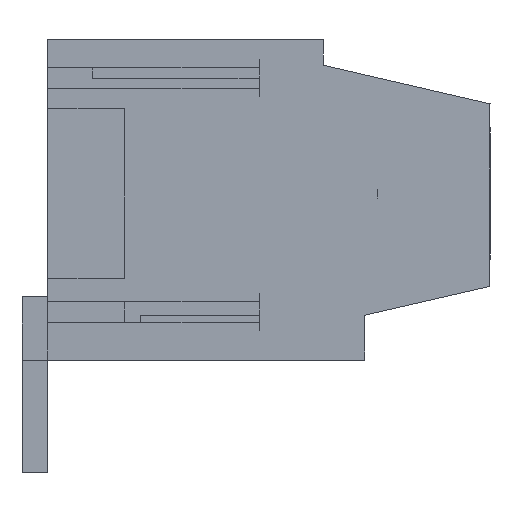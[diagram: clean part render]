
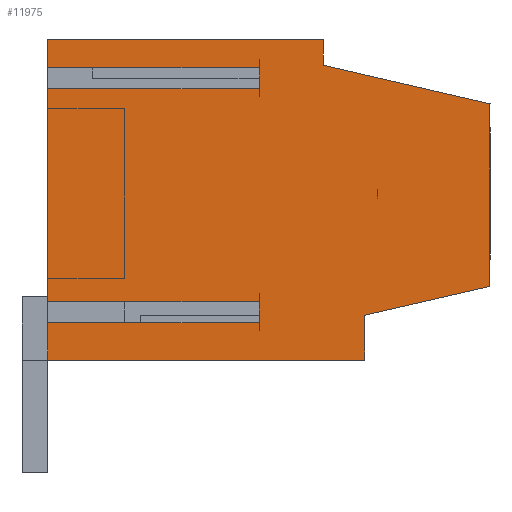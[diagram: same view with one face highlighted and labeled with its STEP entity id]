
A CAD part, left-side view. The second image highlights one B-rep face of the part: STEP entity #11975.
In plain terms, the highlighted planar face has unit normal (-1, 0, 0).
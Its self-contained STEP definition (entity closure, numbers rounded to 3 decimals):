
#11912=AXIS2_PLACEMENT_3D('Plane Axis2P3D',#11909,#11910,#11911) ;
#10970=CARTESIAN_POINT('Vertex',(0.,13.8,3.5)) ;
#10973=CARTESIAN_POINT('Line Origine',(0.,13.8,4.088)) ;
#10977=CARTESIAN_POINT('Vertex',(0.,13.8,4.675)) ;
#10998=CARTESIAN_POINT('Vertex',(0.,13.8,5.325)) ;
#11001=CARTESIAN_POINT('Line Origine',(0.,13.8,8.65)) ;
#11005=CARTESIAN_POINT('Vertex',(0.,13.8,11.975)) ;
#11026=CARTESIAN_POINT('Vertex',(0.,13.8,12.625)) ;
#11029=CARTESIAN_POINT('Line Origine',(0.,13.8,13.062)) ;
#11033=CARTESIAN_POINT('Vertex',(0.,13.8,13.5)) ;
#11462=CARTESIAN_POINT('Line Origine',(0.,9.5,13.5)) ;
#11466=CARTESIAN_POINT('Vertex',(0.,5.2,13.5)) ;
#11555=CARTESIAN_POINT('Line Origine',(0.,5.2,13.1)) ;
#11559=CARTESIAN_POINT('Vertex',(0.,5.2,12.7)) ;
#11580=CARTESIAN_POINT('Line Origine',(0.,2.6,12.1)) ;
#11584=CARTESIAN_POINT('Vertex',(0.,0.,11.499)) ;
#11605=CARTESIAN_POINT('Line Origine',(0.,0.,8.65)) ;
#11609=CARTESIAN_POINT('Vertex',(0.,0.,5.8)) ;
#11666=CARTESIAN_POINT('Line Origine',(0.,1.95,5.35)) ;
#11670=CARTESIAN_POINT('Vertex',(0.,3.9,4.9)) ;
#11801=CARTESIAN_POINT('Vertex',(0.,3.9,3.5)) ;
#11804=CARTESIAN_POINT('Line Origine',(0.,8.85,3.5)) ;
#11909=CARTESIAN_POINT('Axis2P3D Location',(0.,14.6,0.)) ;
#11914=CARTESIAN_POINT('Line Origine',(0.,10.5,5.325)) ;
#11918=CARTESIAN_POINT('Vertex',(0.,7.2,5.325)) ;
#11921=CARTESIAN_POINT('Line Origine',(0.,7.2,5.)) ;
#11925=CARTESIAN_POINT('Vertex',(0.,7.2,4.675)) ;
#11928=CARTESIAN_POINT('Line Origine',(0.,10.5,4.675)) ;
#11933=CARTESIAN_POINT('Line Origine',(0.,3.9,4.2)) ;
#11938=CARTESIAN_POINT('Line Origine',(0.,10.5,12.625)) ;
#11942=CARTESIAN_POINT('Vertex',(0.,7.2,12.625)) ;
#11945=CARTESIAN_POINT('Line Origine',(0.,7.2,12.3)) ;
#11949=CARTESIAN_POINT('Vertex',(0.,7.2,11.975)) ;
#11952=CARTESIAN_POINT('Line Origine',(0.,10.5,11.975)) ;
#10974=DIRECTION('Vector Direction',(0.,0.,-1.)) ;
#11002=DIRECTION('Vector Direction',(0.,0.,-1.)) ;
#11030=DIRECTION('Vector Direction',(0.,0.,-1.)) ;
#11463=DIRECTION('Vector Direction',(0.,1.,0.)) ;
#11556=DIRECTION('Vector Direction',(0.,0.,1.)) ;
#11581=DIRECTION('Vector Direction',(0.,0.974,0.225)) ;
#11606=DIRECTION('Vector Direction',(0.,0.,1.)) ;
#11667=DIRECTION('Vector Direction',(0.,-0.974,0.225)) ;
#11805=DIRECTION('Vector Direction',(0.,-1.,0.)) ;
#11910=DIRECTION('Axis2P3D Direction',(-1.,0.,0.)) ;
#11911=DIRECTION('Axis2P3D XDirection',(0.,-1.,0.)) ;
#11915=DIRECTION('Vector Direction',(0.,-1.,0.)) ;
#11922=DIRECTION('Vector Direction',(0.,0.,-1.)) ;
#11929=DIRECTION('Vector Direction',(0.,-1.,0.)) ;
#11934=DIRECTION('Vector Direction',(0.,0.,1.)) ;
#11939=DIRECTION('Vector Direction',(0.,-1.,0.)) ;
#11946=DIRECTION('Vector Direction',(0.,0.,-1.)) ;
#11953=DIRECTION('Vector Direction',(0.,-1.,0.)) ;
#10975=VECTOR('Line Direction',#10974,1.) ;
#11003=VECTOR('Line Direction',#11002,1.) ;
#11031=VECTOR('Line Direction',#11030,1.) ;
#11464=VECTOR('Line Direction',#11463,1.) ;
#11557=VECTOR('Line Direction',#11556,1.) ;
#11582=VECTOR('Line Direction',#11581,1.) ;
#11607=VECTOR('Line Direction',#11606,1.) ;
#11668=VECTOR('Line Direction',#11667,1.) ;
#11806=VECTOR('Line Direction',#11805,1.) ;
#11916=VECTOR('Line Direction',#11915,1.) ;
#11923=VECTOR('Line Direction',#11922,1.) ;
#11930=VECTOR('Line Direction',#11929,1.) ;
#11935=VECTOR('Line Direction',#11934,1.) ;
#11940=VECTOR('Line Direction',#11939,1.) ;
#11947=VECTOR('Line Direction',#11946,1.) ;
#11954=VECTOR('Line Direction',#11953,1.) ;
#11958=ORIENTED_EDGE('',*,*,#11007,.T.) ;
#11959=ORIENTED_EDGE('',*,*,#11920,.T.) ;
#11960=ORIENTED_EDGE('',*,*,#11927,.T.) ;
#11961=ORIENTED_EDGE('',*,*,#11932,.F.) ;
#11962=ORIENTED_EDGE('',*,*,#10979,.T.) ;
#11963=ORIENTED_EDGE('',*,*,#11808,.T.) ;
#11964=ORIENTED_EDGE('',*,*,#11937,.T.) ;
#11965=ORIENTED_EDGE('',*,*,#11672,.T.) ;
#11966=ORIENTED_EDGE('',*,*,#11611,.T.) ;
#11967=ORIENTED_EDGE('',*,*,#11586,.T.) ;
#11968=ORIENTED_EDGE('',*,*,#11561,.T.) ;
#11969=ORIENTED_EDGE('',*,*,#11468,.T.) ;
#11970=ORIENTED_EDGE('',*,*,#11035,.T.) ;
#11971=ORIENTED_EDGE('',*,*,#11944,.T.) ;
#11972=ORIENTED_EDGE('',*,*,#11951,.T.) ;
#11973=ORIENTED_EDGE('',*,*,#11956,.F.) ;
#11975=ADVANCED_FACE('HOUSING',(#11974),#11913,.T.) ;
#10979=EDGE_CURVE('',#10978,#10971,#10976,.T.) ;
#11007=EDGE_CURVE('',#11006,#10999,#11004,.T.) ;
#11035=EDGE_CURVE('',#11034,#11027,#11032,.T.) ;
#11468=EDGE_CURVE('',#11467,#11034,#11465,.T.) ;
#11561=EDGE_CURVE('',#11560,#11467,#11558,.T.) ;
#11586=EDGE_CURVE('',#11585,#11560,#11583,.T.) ;
#11611=EDGE_CURVE('',#11610,#11585,#11608,.T.) ;
#11672=EDGE_CURVE('',#11671,#11610,#11669,.T.) ;
#11808=EDGE_CURVE('',#10971,#11802,#11807,.T.) ;
#11920=EDGE_CURVE('',#10999,#11919,#11917,.T.) ;
#11927=EDGE_CURVE('',#11919,#11926,#11924,.T.) ;
#11932=EDGE_CURVE('',#10978,#11926,#11931,.T.) ;
#11937=EDGE_CURVE('',#11802,#11671,#11936,.T.) ;
#11944=EDGE_CURVE('',#11027,#11943,#11941,.T.) ;
#11951=EDGE_CURVE('',#11943,#11950,#11948,.T.) ;
#11956=EDGE_CURVE('',#11006,#11950,#11955,.T.) ;
#11957=EDGE_LOOP('',(#11958,#11959,#11960,#11961,#11962,#11963,#11964,#11965,#11966,#11967,#11968,#11969,#11970,#11971,#11972,#11973)) ;
#11974=FACE_OUTER_BOUND('',#11957,.T.) ;
#10976=LINE('Line',#10973,#10975) ;
#11004=LINE('Line',#11001,#11003) ;
#11032=LINE('Line',#11029,#11031) ;
#11465=LINE('Line',#11462,#11464) ;
#11558=LINE('Line',#11555,#11557) ;
#11583=LINE('Line',#11580,#11582) ;
#11608=LINE('Line',#11605,#11607) ;
#11669=LINE('Line',#11666,#11668) ;
#11807=LINE('Line',#11804,#11806) ;
#11917=LINE('Line',#11914,#11916) ;
#11924=LINE('Line',#11921,#11923) ;
#11931=LINE('Line',#11928,#11930) ;
#11936=LINE('Line',#11933,#11935) ;
#11941=LINE('Line',#11938,#11940) ;
#11948=LINE('Line',#11945,#11947) ;
#11955=LINE('Line',#11952,#11954) ;
#11913=PLANE('',#11912) ;
#10971=VERTEX_POINT('',#10970) ;
#10978=VERTEX_POINT('',#10977) ;
#10999=VERTEX_POINT('',#10998) ;
#11006=VERTEX_POINT('',#11005) ;
#11027=VERTEX_POINT('',#11026) ;
#11034=VERTEX_POINT('',#11033) ;
#11467=VERTEX_POINT('',#11466) ;
#11560=VERTEX_POINT('',#11559) ;
#11585=VERTEX_POINT('',#11584) ;
#11610=VERTEX_POINT('',#11609) ;
#11671=VERTEX_POINT('',#11670) ;
#11802=VERTEX_POINT('',#11801) ;
#11919=VERTEX_POINT('',#11918) ;
#11926=VERTEX_POINT('',#11925) ;
#11943=VERTEX_POINT('',#11942) ;
#11950=VERTEX_POINT('',#11949) ;
